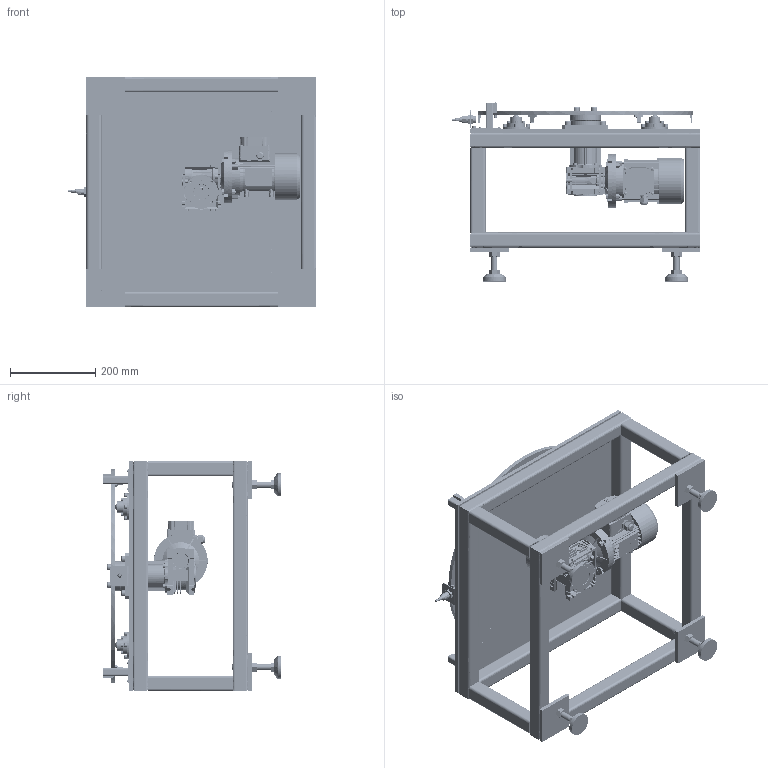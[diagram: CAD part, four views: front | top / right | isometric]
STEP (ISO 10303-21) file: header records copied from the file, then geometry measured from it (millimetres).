
FILE_DESCRIPTION(('FreeCAD Model'),'2;1');
FILE_NAME('Open CASCADE Shape Model','2025-04-17T14:33:02',('FreeCAD'),( 'FreeCAD'),'Open CASCADE STEP processor 7.6','FreeCAD','Unknown');
FILE_SCHEMA(('AUTOMOTIVE_DESIGN { 1 0 10303 214 1 1 1 1 }'));
Products named in the file (1): Open CASCADE STEP translator 7.6 1
Bounding box: 584.58 x 419.57 x 540.45 mm (x, y, z)
Volume: 9276635.6 mm3; surface area: 2932228.7 mm2
Topology: 132 solids, 134 shells, 5798 faces, 14762 edges, 9396 vertices
Faces by surface type: bspline 5798
Entity records: 172329 total; most frequent: CARTESIAN_POINT 88207, ORIENTED_EDGE 29216, EDGE_CURVE 14608, VERTEX_POINT 9394, B_SPLINE_CURVE_WITH_KNOTS 8935, FACE_BOUND 6475, EDGE_LOOP 6475, ADVANCED_FACE 5797
